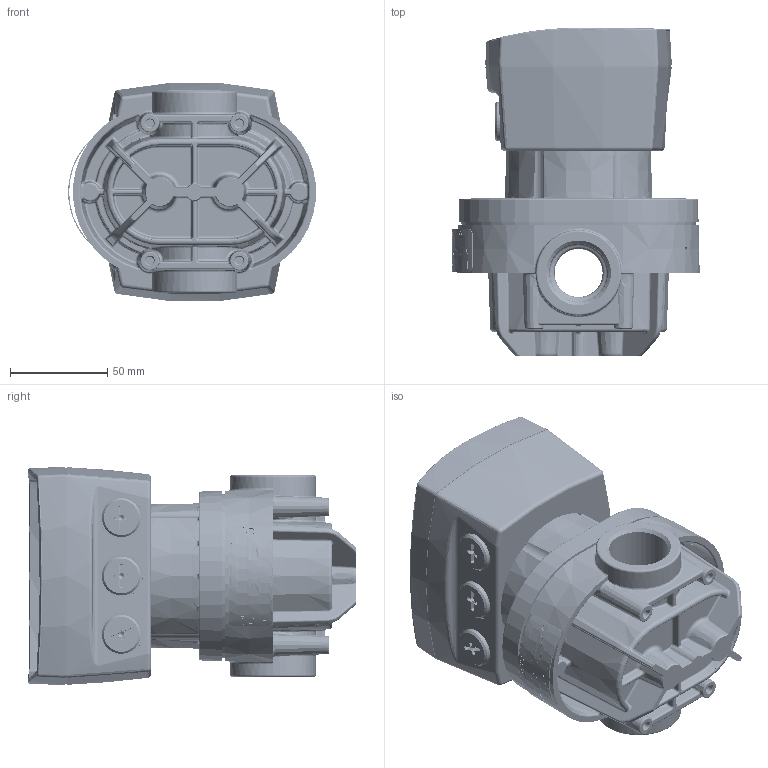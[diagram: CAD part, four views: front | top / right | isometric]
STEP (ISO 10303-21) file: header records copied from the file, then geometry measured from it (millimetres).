
FILE_DESCRIPTION( ( 'Unknown' ), '1' );
FILE_NAME( 'OM025 Threaded (PPS) + RT40.stp', 'Unknown', ( 'Unknown' ), ( 'Unknown' ), 'PSStep 15.0.49', 'Unknown', ' ' );
FILE_SCHEMA( ( 'AUTOMOTIVE_DESIGN { 1 0 10303 214 1 1 1 1 }' ) );
Length unit declared in the file: millimetre
Products named in the file (32): RT40 Assembly_0; 1412070 RT- 400 Series  PCB  assy; 130803104 M3 x 6 Ch Hd (slotted); 1304009 RT20 Gasket; 1315099 Blank RT40 Facia label; 130804132 M4 x 20 Csk Phil Hd screw; 13030071 BS007 O Ring-oa1; 13030071 BS007 O Ring; 13030071 BS007 O Ring-oa2; 13030071 BS007 O Ring-oa3; 1306042 RT40 Upper Housing !; 1305103 PLUG - CONDUIT ENTRY M16; 1305103 PLUG - CONDUIT ENTRY M16-oa4; 1305103 PLUG - CONDUIT ENTRY M16-oa5; RT40 Lower Housing.par-MM; 1412207 025P PCB-REED IN LOWER POSITION; 1319001 TERMINAL BLOCK 2-WAY; 1311010 HALL SWITCH HONEYWELL SS441A; 1312039 020-050 PCB UNASSEMBLED; 1311027 REED SWITCH - MEDER MK06-4; 1313053 PCB SPACER Dia 5.0x5.0; 1313054 PCB SPACER Dia 5.0 x 4.0; 1319024 5 WAY HEADER; Assem1; 13031511 BS151 Viton ORing - Oval; 1302249 EM025P METER CAP; 130806112 M6x20 SS SHCS; 130803101 M3x4 Cheese Head Screw; 1301169 OM025P BSP Meter Body; 1305158 025 Alumina Rotor Pin; 1305059 HOLLOW DOWEL SS; 1315056 FLOMEC METRIC LABEL curved (adjustable)-oa0
Assembly tree (49 placements, depth 3):
  Assem1
    13031511 BS151 Viton ORing - Oval
    1302249 EM025P METER CAP
    130806112 M6x20 SS SHCS  x6
    130803101 M3x4 Cheese Head Screw  x2
    1301169 OM025P BSP Meter Body
    1305158 025 Alumina Rotor Pin  x2
    1305059 HOLLOW DOWEL SS  x2
    1315056 FLOMEC METRIC LABEL curved (adjustable)-oa0
    1412207 025P PCB-REED IN LOWER POSITION
      1319001 TERMINAL BLOCK 2-WAY  x3
      1311010 HALL SWITCH HONEYWELL SS441A  x2
      1312039 020-050 PCB UNASSEMBLED
      1311027 REED SWITCH - MEDER MK06-4
      1313053 PCB SPACER Dia 5.0x5.0  x2
      1313054 PCB SPACER Dia 5.0 x 4.0
      1319024 5 WAY HEADER
    RT40 Assembly_0
      1412070 RT- 400 Series  PCB  assy
      130803104 M3 x 6 Ch Hd (slotted)  x3
      1304009 RT20 Gasket
      1315099 Blank RT40 Facia label
      130804132 M4 x 20 Csk Phil Hd screw  x5
      13030071 BS007 O Ring-oa1
      13030071 BS007 O Ring
      13030071 BS007 O Ring-oa2
      13030071 BS007 O Ring-oa3
      1306042 RT40 Upper Housing !
      1305103 PLUG - CONDUIT ENTRY M16
      1305103 PLUG - CONDUIT ENTRY M16-oa4
      1305103 PLUG - CONDUIT ENTRY M16-oa5
      RT40 Lower Housing.par-MM
Bounding box: 127.42 x 168.69 x 112.09 mm (x, y, z)
Volume: 488510.6 mm3; surface area: 278612.1 mm2
Topology: 47 solids, 47 shells, 4628 faces, 11225 edges, 6979 vertices
Faces by surface type: plane 1864, cylinder 823, bspline 659, torus 468, cone 330, extrusion 291, sphere 193
Full cylindrical faces by diameter (mm): 0.3 x2, 0.5 x6, 0.7 x16, 0.8 x13, 0.846 x10, 1 x12, 1.9 x8, 2 x5, 2.26 x2, 2.459 x5, 2.5 x4, 2.62 x2, 3 x23, 3.2 x2, 3.242 x4, 3.5 x1, 3.8 x6, 3.9 x5, 4 x3, 4.134 x8, 4.2 x4, 4.3 x4, 4.917 x6, 5.44 x2, 6 x9, 6.2 x2, 7 x2, 7.5 x5, 7.8 x4, 8 x3
Entity records: 229392 total; most frequent: CARTESIAN_POINT 100785, ORIENTED_EDGE 19740, DIRECTION 17960, EDGE_CURVE 9870, AXIS2_PLACEMENT_3D 6795, VERTEX_POINT 6359, EDGE_LOOP 5162, FACE_OUTER_BOUND 4567
